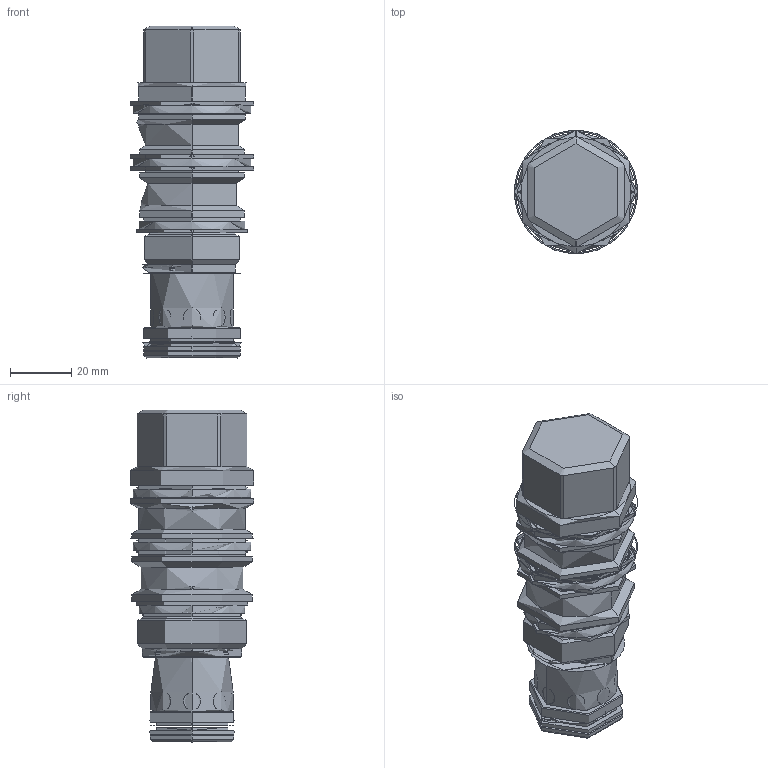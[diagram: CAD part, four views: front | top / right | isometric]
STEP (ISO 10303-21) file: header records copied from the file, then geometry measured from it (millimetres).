
FILE_DESCRIPTION((''),'2;1');
FILE_NAME('DKHRXHN_SW','2022-01-24T14:10:47',('SigMax'),(''),'CREO PARAMETRIC BY PTC INC, 2021072','CREO PARAMETRIC BY PTC INC, 2021072','');
FILE_SCHEMA(('CONFIG_CONTROL_DESIGN'));
Length unit declared in the file: inch
Products named in the file (1): DKHRXHN_SW
Bounding box: 40.41 x 40.41 x 108.74 mm (x, y, z)
Topology: 0 solids, 0 shells, 262 faces, 1176 edges, 1151 vertices
Faces by surface type: cylinder 125, plane 46, cone 42, torus 35, revolution 14
Entity records: 21101 total; most frequent: CARTESIAN_POINT 10201, DIRECTION 2086, TRIMMED_CURVE 1290, DEFINITIONAL_REPRESENTATION 1130, PCURVE 1130, COMPOSITE_CURVE_SEGMENT 1130, VECTOR 1004, LINE 1004
